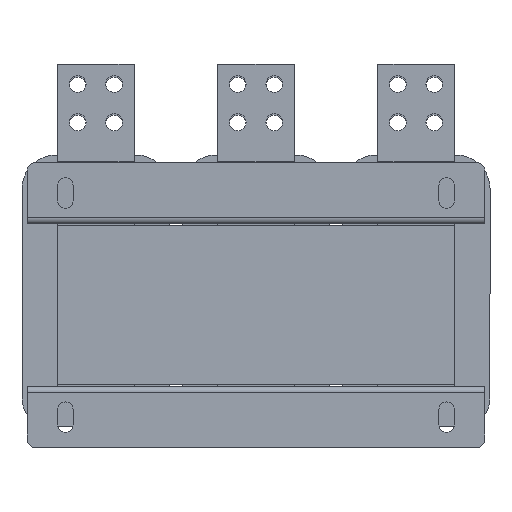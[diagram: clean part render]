
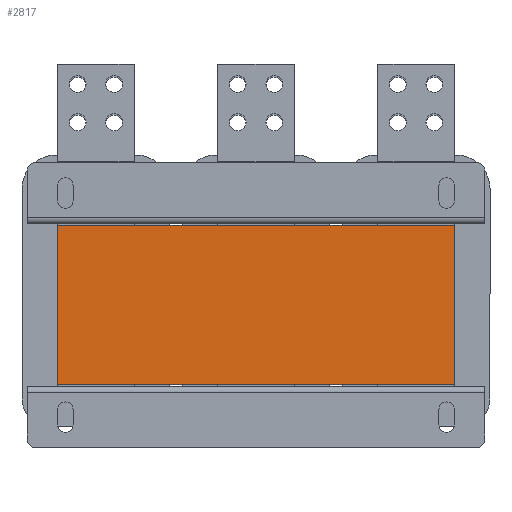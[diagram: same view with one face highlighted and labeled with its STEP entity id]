
A CAD part, front view. The second image highlights one B-rep face of the part: STEP entity #2817.
In plain terms, the highlighted planar face has unit normal (0, -1, 0).
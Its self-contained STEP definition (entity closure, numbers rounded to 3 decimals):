
#542 = VERTEX_POINT ( 'NONE', #794 ) ;
#687 = EDGE_CURVE ( 'NONE', #542, #1412, #7047, .T. ) ;
#697 = CARTESIAN_POINT ( 'NONE',  ( 130., -25., 104. ) ) ;
#794 = CARTESIAN_POINT ( 'NONE',  ( -130., -25., 104. ) ) ;
#1155 = CARTESIAN_POINT ( 'NONE',  ( 130., -25., 104. ) ) ;
#1239 = VERTEX_POINT ( 'NONE', #5094 ) ;
#1412 = VERTEX_POINT ( 'NONE', #697 ) ;
#1433 = VECTOR ( 'NONE', #3901, 1000. ) ;
#1471 = EDGE_CURVE ( 'NONE', #1412, #1239, #2370, .T. ) ;
#1574 = ORIENTED_EDGE ( 'NONE', *, *, #5746, .T. ) ;
#1806 = ORIENTED_EDGE ( 'NONE', *, *, #6333, .T. ) ;
#2148 = CARTESIAN_POINT ( 'NONE',  ( -130., -25., 0. ) ) ;
#2167 = LINE ( 'NONE', #3882, #3111 ) ;
#2370 = LINE ( 'NONE', #1155, #2428 ) ;
#2428 = VECTOR ( 'NONE', #3497, 1000. ) ;
#2751 = LINE ( 'NONE', #2148, #1433 ) ;
#2817 = ADVANCED_FACE ( 'NONE', ( #6963 ), #6379, .F. ) ;
#2946 = DIRECTION ( 'NONE',  ( 0., 1., 0. ) ) ;
#3111 = VECTOR ( 'NONE', #6082, 1000. ) ;
#3428 = CARTESIAN_POINT ( 'NONE',  ( -130., -25., 104. ) ) ;
#3497 = DIRECTION ( 'NONE',  ( 0., 0., -1. ) ) ;
#3536 = DIRECTION ( 'NONE',  ( 0., 0., 1. ) ) ;
#3882 = CARTESIAN_POINT ( 'NONE',  ( -130., -25., 104. ) ) ;
#3901 = DIRECTION ( 'NONE',  ( 1., 0., 0. ) ) ;
#3969 = EDGE_LOOP ( 'NONE', ( #1574, #4658, #7149, #1806 ) ) ;
#4220 = CARTESIAN_POINT ( 'NONE',  ( -130., -25., 104. ) ) ;
#4658 = ORIENTED_EDGE ( 'NONE', *, *, #1471, .F. ) ;
#4831 = CARTESIAN_POINT ( 'NONE',  ( -130., -25., 0. ) ) ;
#5094 = CARTESIAN_POINT ( 'NONE',  ( 130., -25., 0. ) ) ;
#5564 = VERTEX_POINT ( 'NONE', #4831 ) ;
#5746 = EDGE_CURVE ( 'NONE', #5564, #1239, #2751, .T. ) ;
#5882 = AXIS2_PLACEMENT_3D ( 'NONE', #3428, #2946, #3536 ) ;
#6082 = DIRECTION ( 'NONE',  ( 0., 0., -1. ) ) ;
#6333 = EDGE_CURVE ( 'NONE', #542, #5564, #2167, .T. ) ;
#6379 = PLANE ( 'NONE',  #5882 ) ;
#6456 = VECTOR ( 'NONE', #6500, 1000. ) ;
#6500 = DIRECTION ( 'NONE',  ( 1., 0., 0. ) ) ;
#6963 = FACE_OUTER_BOUND ( 'NONE', #3969, .T. ) ;
#7047 = LINE ( 'NONE', #4220, #6456 ) ;
#7149 = ORIENTED_EDGE ( 'NONE', *, *, #687, .F. ) ;
